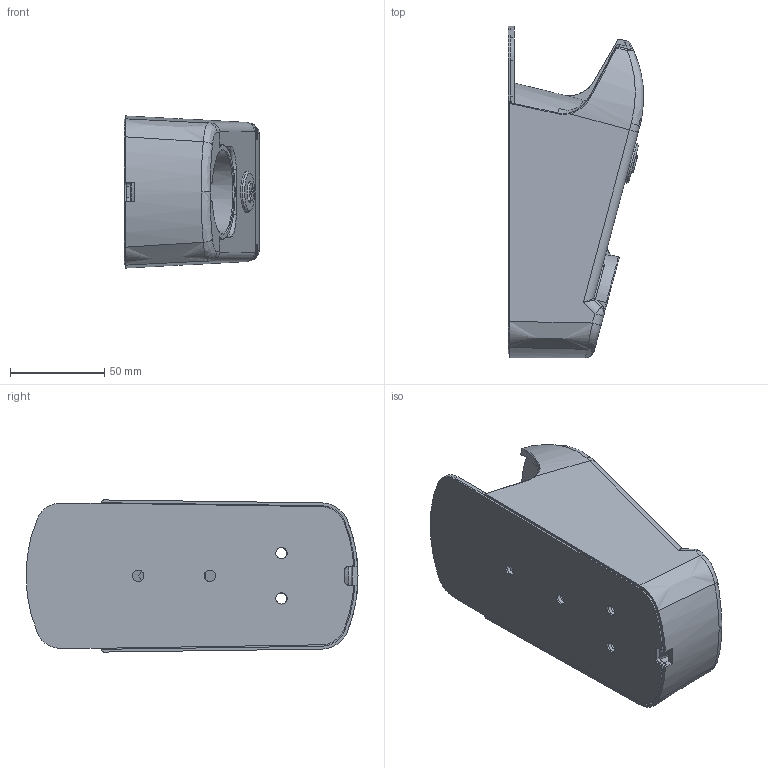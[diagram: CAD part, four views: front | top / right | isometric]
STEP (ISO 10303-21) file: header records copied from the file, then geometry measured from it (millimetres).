
FILE_DESCRIPTION (( 'STEP AP203' ), '1' );
FILE_NAME ('sone3D.STEP', '2017-11-28T00:26:29', ( '' ), ( '' ), 'SwSTEP 2.0', 'SolidWorks 2014', '' );
FILE_SCHEMA (( 'CONFIG_CONTROL_DESIGN' ));
Length unit declared in the file: millimetre
Products named in the file (13): C-289-3_; CP-458-C儀乕僗僷僢僉儞_; sone3D; C-289-3ハウジング_; C-289-3ローター_; C-289-3M7ナット_; C-289-3歯付座金_; C-289-3取付ナット_; CP-458-C儂儖僟乕儀乕僗_; C-289-3僗僩僢僾僇儉_; CP-458ホルダー_; CP-458-C掛け金_; CP-458-Cフック_
Assembly tree (12 placements, depth 3):
  sone3D
    CP-458-C儂儖僟乕儀乕僗_
    CP-458ホルダー_
    CP-458-Cフック_
    CP-458-C儀乕僗僷僢僉儞_
    C-289-3_
      C-289-3ハウジング_
      C-289-3ローター_
      C-289-3M7ナット_
      C-289-3歯付座金_
      C-289-3取付ナット_
      C-289-3僗僩僢僾僇儉_
      CP-458-C掛け金_
Bounding box: 71.66 x 176.06 x 80.69 mm (x, y, z)
Volume: 185623 mm3; surface area: 153884.9 mm2
Topology: 11 solids, 11 shells, 626 faces, 1657 edges, 1040 vertices
Faces by surface type: plane 221, cylinder 209, bspline 138, cone 33, torus 18, sphere 7
Entity records: 25768 total; most frequent: CARTESIAN_POINT 10047, ORIENTED_EDGE 3286, DIRECTION 2676, EDGE_CURVE 1643, VERTEX_POINT 1040, AXIS2_PLACEMENT_3D 980, VECTOR 716, LINE 716
